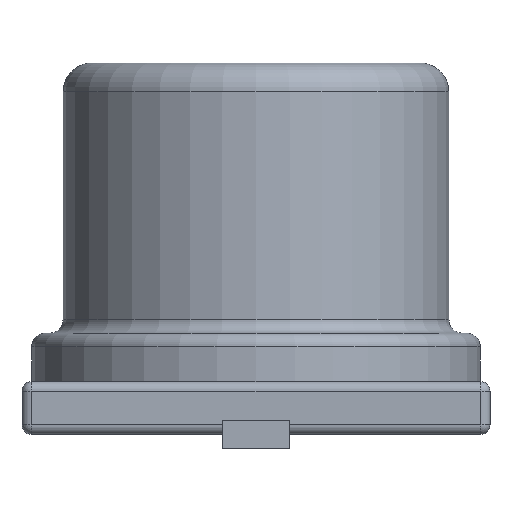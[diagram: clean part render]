
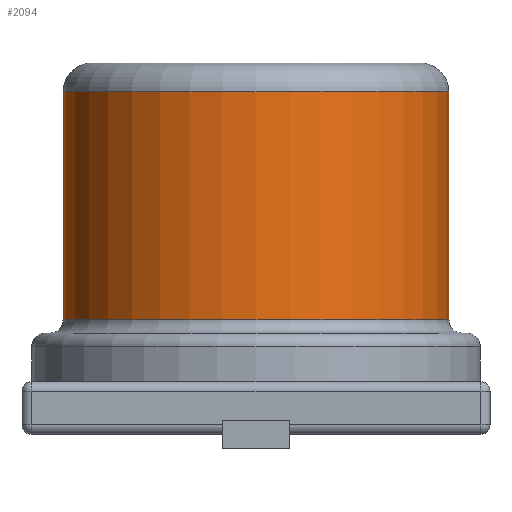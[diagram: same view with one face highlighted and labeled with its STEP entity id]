
A CAD part, front view. The second image highlights one B-rep face of the part: STEP entity #2094.
In plain terms, the highlighted cylindrical face has radius 2 mm (diameter 4 mm), a partial arc.
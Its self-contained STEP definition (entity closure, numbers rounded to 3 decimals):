
#180 = DIRECTION ( 'NONE',  ( 0., 0., 1. ) ) ;
#239 = CARTESIAN_POINT ( 'NONE',  ( -2., -3.2, 1.34 ) ) ;
#370 = VERTEX_POINT ( 'NONE', #239 ) ;
#375 = CIRCLE ( 'NONE', #2092, 2. ) ;
#386 = CARTESIAN_POINT ( 'NONE',  ( 0., -3.2, 4. ) ) ;
#387 = VERTEX_POINT ( 'NONE', #2504 ) ;
#481 = AXIS2_PLACEMENT_3D ( 'NONE', #1359, #180, #1537 ) ;
#619 = DIRECTION ( 'NONE',  ( 0., 0., -1. ) ) ;
#659 = EDGE_CURVE ( 'NONE', #664, #387, #1379, .T. ) ;
#664 = VERTEX_POINT ( 'NONE', #1971 ) ;
#672 = EDGE_CURVE ( 'NONE', #370, #387, #2164, .T. ) ;
#815 = ORIENTED_EDGE ( 'NONE', *, *, #2174, .T. ) ;
#845 = VERTEX_POINT ( 'NONE', #1988 ) ;
#869 = VECTOR ( 'NONE', #619, 1000. ) ;
#956 = DIRECTION ( 'NONE',  ( 0., 0., -1. ) ) ;
#998 = ORIENTED_EDGE ( 'NONE', *, *, #659, .F. ) ;
#1069 = CYLINDRICAL_SURFACE ( 'NONE', #2066, 2. ) ;
#1124 = EDGE_LOOP ( 'NONE', ( #998, #1808, #815, #1626 ) ) ;
#1174 = DIRECTION ( 'NONE',  ( -1., 0., 0. ) ) ;
#1356 = DIRECTION ( 'NONE',  ( 0., 0., -1. ) ) ;
#1359 = CARTESIAN_POINT ( 'NONE',  ( 0., -3.2, 1.34 ) ) ;
#1374 = DIRECTION ( 'NONE',  ( 0., 0., -1. ) ) ;
#1379 = LINE ( 'NONE', #1771, #869 ) ;
#1438 = EDGE_CURVE ( 'NONE', #664, #845, #375, .T. ) ;
#1537 = DIRECTION ( 'NONE',  ( 1., 0., 0. ) ) ;
#1626 = ORIENTED_EDGE ( 'NONE', *, *, #672, .T. ) ;
#1771 = CARTESIAN_POINT ( 'NONE',  ( 2., -3.2, 4. ) ) ;
#1808 = ORIENTED_EDGE ( 'NONE', *, *, #1438, .T. ) ;
#1971 = CARTESIAN_POINT ( 'NONE',  ( 2., -3.2, 3.7 ) ) ;
#1988 = CARTESIAN_POINT ( 'NONE',  ( -2., -3.2, 3.7 ) ) ;
#2030 = LINE ( 'NONE', #2333, #2479 ) ;
#2066 = AXIS2_PLACEMENT_3D ( 'NONE', #386, #1356, #1174 ) ;
#2092 = AXIS2_PLACEMENT_3D ( 'NONE', #2106, #956, #2301 ) ;
#2094 = ADVANCED_FACE ( 'NONE', ( #2263 ), #1069, .T. ) ;
#2106 = CARTESIAN_POINT ( 'NONE',  ( 0., -3.2, 3.7 ) ) ;
#2164 = CIRCLE ( 'NONE', #481, 2. ) ;
#2174 = EDGE_CURVE ( 'NONE', #845, #370, #2030, .T. ) ;
#2263 = FACE_OUTER_BOUND ( 'NONE', #1124, .T. ) ;
#2301 = DIRECTION ( 'NONE',  ( 1., 0., 0. ) ) ;
#2333 = CARTESIAN_POINT ( 'NONE',  ( -2., -3.2, 4. ) ) ;
#2479 = VECTOR ( 'NONE', #1374, 1000. ) ;
#2504 = CARTESIAN_POINT ( 'NONE',  ( 2., -3.2, 1.34 ) ) ;
